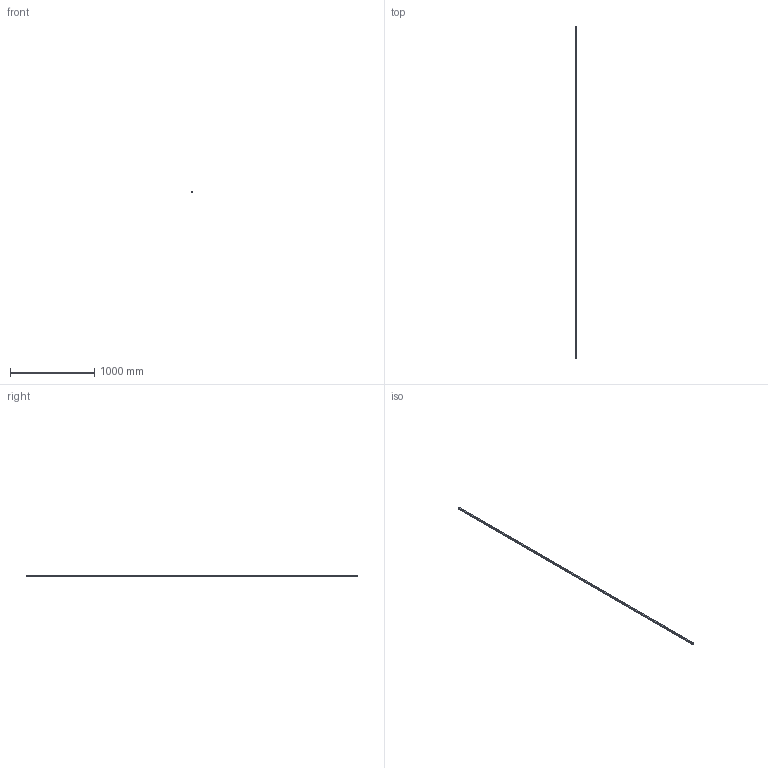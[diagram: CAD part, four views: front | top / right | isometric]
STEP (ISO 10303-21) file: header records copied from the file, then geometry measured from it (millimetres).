
FILE_DESCRIPTION(('STEP AP214'),'1');
FILE_NAME('cctmp_6F266259-A5C5-4B38-908F-6CEBECC488EC_2021_02_04_08_59_25_0458..stp','2021-02-04T07:59:25',('HIWIN GmbH'),('CADClick - www.CADClick.com'),'Spatial InterOp 3D',' ','unknown authorization');
FILE_SCHEMA(('AUTOMOTIVE_DESIGN'));
Length unit declared in the file: millimetre
Products named in the file (1): EGR20R3930C_FILE
Bounding box: 20 x 3930 x 15.5 mm (x, y, z)
Volume: 1054264.5 mm3; surface area: 314280.2 mm2
Topology: 1 solids, 1 shells, 895 faces, 2007 edges, 1250 vertices
Faces by surface type: plane 481, cylinder 414
Entity records: 32265 total; most frequent: DIRECTION 4891, CARTESIAN_POINT 4153, ORIENTED_EDGE 4014, EDGE_CURVE 2007, AXIS2_PLACEMENT_3D 1988, VERTEX_POINT 1250, EDGE_LOOP 1031, LINE 915
